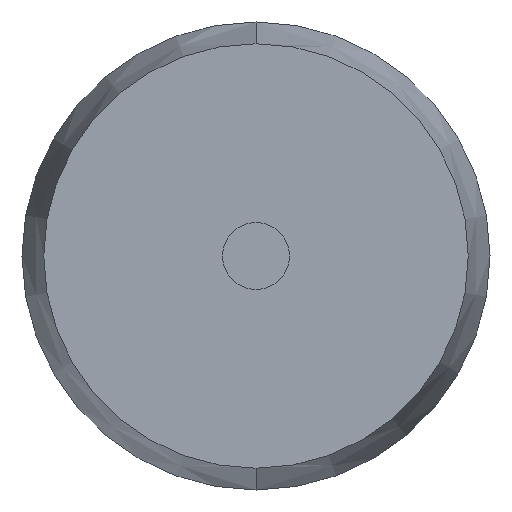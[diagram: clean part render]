
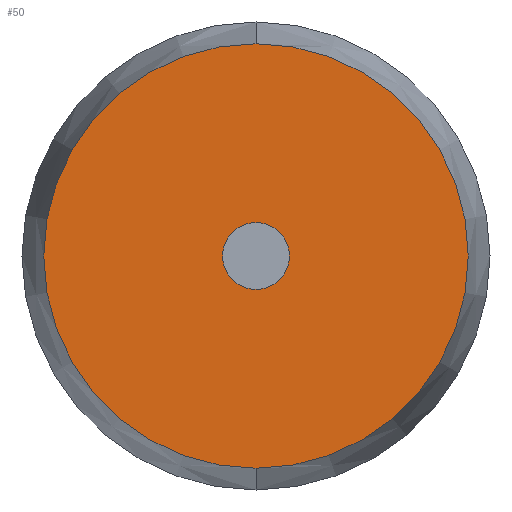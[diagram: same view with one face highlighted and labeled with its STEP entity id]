
A CAD part, front view. The second image highlights one B-rep face of the part: STEP entity #50.
In plain terms, the highlighted planar face has unit normal (0, -1, 0).
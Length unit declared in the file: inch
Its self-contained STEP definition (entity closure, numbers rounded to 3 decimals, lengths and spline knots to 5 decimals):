
#4 = DIRECTION ( 'NONE',  ( 0., 0., 1. ) ) ;
#11 = CIRCLE ( 'NONE', #66, 0.625 ) ;
#14 = EDGE_LOOP ( 'NONE', ( #270, #285 ) ) ;
#20 = DIRECTION ( 'NONE',  ( 0., 0., 1. ) ) ;
#40 = CARTESIAN_POINT ( 'NONE',  ( 0., 0., 0. ) ) ;
#50 = ADVANCED_FACE ( 'NONE', ( #216, #117 ), #123, .T. ) ;
#57 = CARTESIAN_POINT ( 'NONE',  ( 0., 0., -0.625 ) ) ;
#66 = AXIS2_PLACEMENT_3D ( 'NONE', #40, #78, #265 ) ;
#70 = VERTEX_POINT ( 'NONE', #57 ) ;
#75 = EDGE_CURVE ( 'NONE', #99, #114, #392, .T. ) ;
#78 = DIRECTION ( 'NONE',  ( 0., 1., 0. ) ) ;
#79 = ORIENTED_EDGE ( 'NONE', *, *, #338, .F. ) ;
#82 = DIRECTION ( 'NONE',  ( 0., 0., 1. ) ) ;
#99 = VERTEX_POINT ( 'NONE', #185 ) ;
#114 = VERTEX_POINT ( 'NONE', #158 ) ;
#117 = FACE_OUTER_BOUND ( 'NONE', #363, .T. ) ;
#123 = PLANE ( 'NONE',  #260 ) ;
#158 = CARTESIAN_POINT ( 'NONE',  ( 0., 0., -0.09843 ) ) ;
#161 = AXIS2_PLACEMENT_3D ( 'NONE', #202, #398, #82 ) ;
#177 = AXIS2_PLACEMENT_3D ( 'NONE', #336, #295, #4 ) ;
#185 = CARTESIAN_POINT ( 'NONE',  ( 0., 0., 0.09843 ) ) ;
#193 = ORIENTED_EDGE ( 'NONE', *, *, #374, .F. ) ;
#202 = CARTESIAN_POINT ( 'NONE',  ( 0., 0., 0. ) ) ;
#216 = FACE_BOUND ( 'NONE', #14, .T. ) ;
#217 = DIRECTION ( 'NONE',  ( 0., 1., 0. ) ) ;
#218 = CARTESIAN_POINT ( 'NONE',  ( 0., 0., 0. ) ) ;
#228 = VERTEX_POINT ( 'NONE', #316 ) ;
#251 = DIRECTION ( 'NONE',  ( 0., 0., -1. ) ) ;
#260 = AXIS2_PLACEMENT_3D ( 'NONE', #410, #411, #251 ) ;
#265 = DIRECTION ( 'NONE',  ( 0., 0., 1. ) ) ;
#270 = ORIENTED_EDGE ( 'NONE', *, *, #75, .T. ) ;
#285 = ORIENTED_EDGE ( 'NONE', *, *, #315, .T. ) ;
#294 = CIRCLE ( 'NONE', #177, 0.09843 ) ;
#295 = DIRECTION ( 'NONE',  ( 0., 1., 0. ) ) ;
#315 = EDGE_CURVE ( 'NONE', #114, #99, #294, .T. ) ;
#316 = CARTESIAN_POINT ( 'NONE',  ( 0., 0., 0.625 ) ) ;
#331 = AXIS2_PLACEMENT_3D ( 'NONE', #218, #217, #20 ) ;
#336 = CARTESIAN_POINT ( 'NONE',  ( 0., 0., 0. ) ) ;
#338 = EDGE_CURVE ( 'NONE', #228, #70, #340, .T. ) ;
#340 = CIRCLE ( 'NONE', #161, 0.625 ) ;
#363 = EDGE_LOOP ( 'NONE', ( #79, #193 ) ) ;
#374 = EDGE_CURVE ( 'NONE', #70, #228, #11, .T. ) ;
#392 = CIRCLE ( 'NONE', #331, 0.09843 ) ;
#398 = DIRECTION ( 'NONE',  ( 0., 1., 0. ) ) ;
#410 = CARTESIAN_POINT ( 'NONE',  ( 0., 0., 0.09843 ) ) ;
#411 = DIRECTION ( 'NONE',  ( 0., -1., 0. ) ) ;
